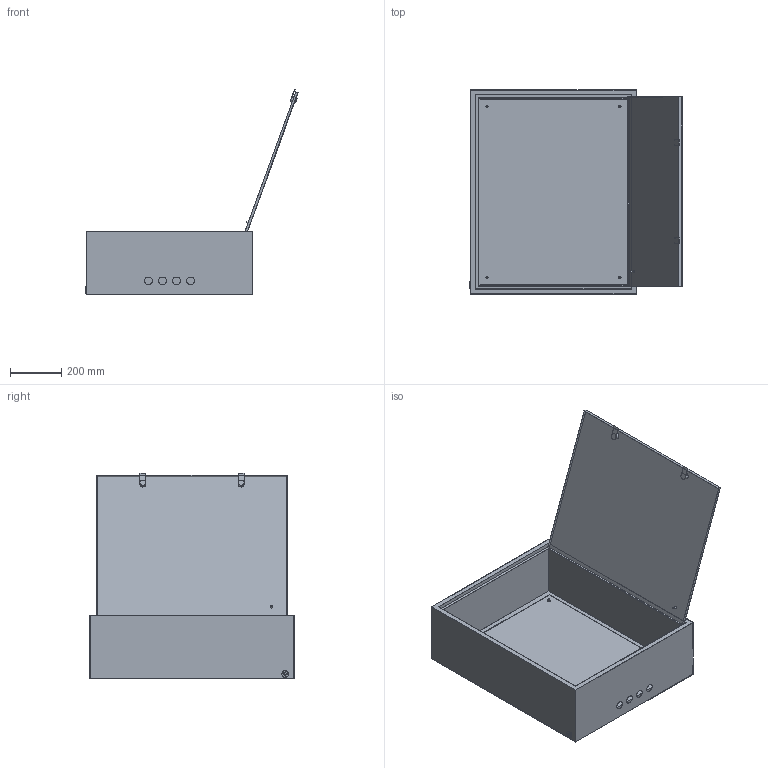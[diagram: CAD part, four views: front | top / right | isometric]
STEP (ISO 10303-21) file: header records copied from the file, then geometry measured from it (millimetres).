
FILE_DESCRIPTION (( 'STEP AP214' ), '1' );
FILE_NAME ('SHMP-4-0 IP31.STEP', '2017-03-03T08:18:15', ( '' ), ( '' ), 'SwSTEP 2.0', 'SolidWorks 2014', '' );
FILE_SCHEMA (( 'AUTOMOTIVE_DESIGN' ));
Length unit declared in the file: millimetre
Products named in the file (5): Mont.Panel_4; Obolochka_SHMP_4; Gaika_6; SHMP-4-0 IP31; Dver_4
Assembly tree (7 placements, depth 2):
  SHMP-4-0 IP31
    Obolochka_SHMP_4
    Mont.Panel_4
    Dver_4
    Gaika_6  x4
Bounding box: 831.34 x 800 x 807.27 mm (x, y, z)
Volume: 2319301.8 mm3; surface area: 4604227.8 mm2
Topology: 8 solids, 8 shells, 196 faces, 470 edges, 308 vertices
Faces by surface type: plane 124, cylinder 56, cone 16
Entity records: 5105 total; most frequent: DIRECTION 870, CARTESIAN_POINT 834, ORIENTED_EDGE 796, EDGE_CURVE 398, AXIS2_PLACEMENT_3D 296, LINE 278, VECTOR 278, VERTEX_POINT 260
